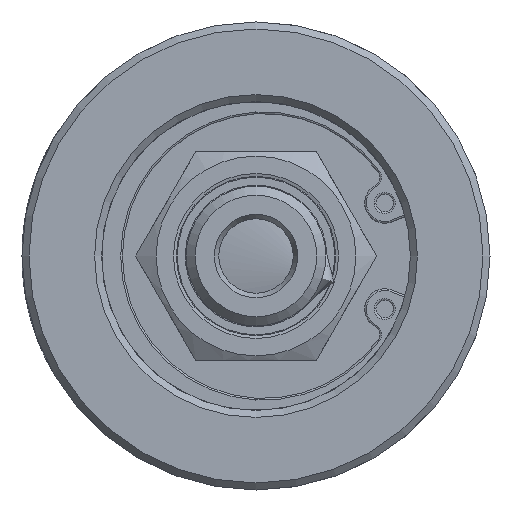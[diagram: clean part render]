
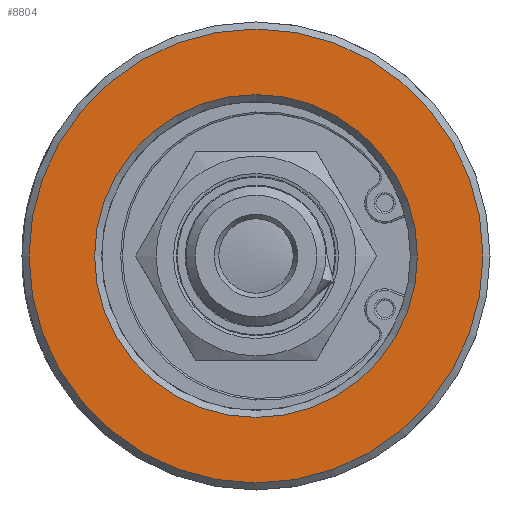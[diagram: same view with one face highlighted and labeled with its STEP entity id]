
A CAD part, left-side view. The second image highlights one B-rep face of the part: STEP entity #8804.
In plain terms, the highlighted face is planar.
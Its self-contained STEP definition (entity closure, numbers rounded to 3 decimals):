
#644=PLANE('',#9495);
#1928=FACE_OUTER_BOUND('',#2557,.T.);
#2367=FACE_BOUND('',#2558,.T.);
#2557=EDGE_LOOP('',(#6262,#6263));
#2558=EDGE_LOOP('',(#6264,#6265));
#3192=CIRCLE('',#9493,18.435);
#3193=CIRCLE('',#9494,18.435);
#3194=CIRCLE('',#9496,25.925);
#3195=CIRCLE('',#9497,25.925);
#3703=VERTEX_POINT('',#13060);
#3704=VERTEX_POINT('',#13062);
#3705=VERTEX_POINT('',#13066);
#3706=VERTEX_POINT('',#13067);
#4687=EDGE_CURVE('',#3704,#3703,#3192,.T.);
#4688=EDGE_CURVE('',#3703,#3704,#3193,.T.);
#4689=EDGE_CURVE('',#3705,#3706,#3194,.T.);
#4690=EDGE_CURVE('',#3706,#3705,#3195,.T.);
#6262=ORIENTED_EDGE('',*,*,#4689,.F.);
#6263=ORIENTED_EDGE('',*,*,#4690,.F.);
#6264=ORIENTED_EDGE('',*,*,#4687,.T.);
#6265=ORIENTED_EDGE('',*,*,#4688,.T.);
#8804=ADVANCED_FACE('',(#1928,#2367),#644,.T.);
#9493=AXIS2_PLACEMENT_3D('',#13063,#10663,#10664);
#9494=AXIS2_PLACEMENT_3D('',#13064,#10665,#10666);
#9495=AXIS2_PLACEMENT_3D('',#13065,#10667,#10668);
#9496=AXIS2_PLACEMENT_3D('',#13068,#10669,#10670);
#9497=AXIS2_PLACEMENT_3D('',#13069,#10671,#10672);
#10663=DIRECTION('center_axis',(1.,0.,0.));
#10664=DIRECTION('ref_axis',(0.,1.,0.));
#10665=DIRECTION('center_axis',(1.,0.,0.));
#10666=DIRECTION('ref_axis',(0.,1.,0.));
#10667=DIRECTION('center_axis',(-1.,0.,0.));
#10668=DIRECTION('ref_axis',(0.,0.,1.));
#10669=DIRECTION('center_axis',(1.,0.,0.));
#10670=DIRECTION('ref_axis',(0.,1.,0.));
#10671=DIRECTION('center_axis',(1.,0.,0.));
#10672=DIRECTION('ref_axis',(0.,1.,0.));
#13060=CARTESIAN_POINT('',(0.,-18.435,0.));
#13062=CARTESIAN_POINT('',(0.,18.435,0.));
#13063=CARTESIAN_POINT('Origin',(0.,0.,0.));
#13064=CARTESIAN_POINT('Origin',(0.,0.,0.));
#13065=CARTESIAN_POINT('Origin',(0.,12.963,0.));
#13066=CARTESIAN_POINT('',(0.,25.925,0.));
#13067=CARTESIAN_POINT('',(0.,-25.925,0.));
#13068=CARTESIAN_POINT('Origin',(0.,0.,0.));
#13069=CARTESIAN_POINT('Origin',(0.,0.,0.));
